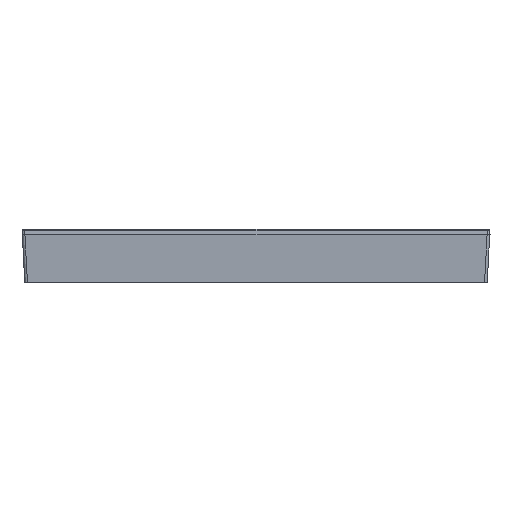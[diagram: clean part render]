
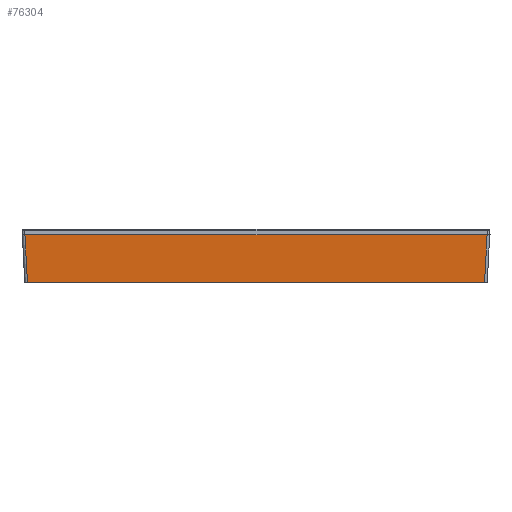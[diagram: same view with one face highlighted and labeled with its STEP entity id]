
A CAD part, left-side view. The second image highlights one B-rep face of the part: STEP entity #76304.
In plain terms, the highlighted face is planar.
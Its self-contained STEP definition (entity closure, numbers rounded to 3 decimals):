
#250=CARTESIAN_POINT('',(-43.478,0.,42.979));
#298=CARTESIAN_POINT('',(-43.478,0.,-42.979));
#331=DIRECTION('',(0.052,-0.997,-0.052));
#332=VECTOR('',#331,9.025);
#333=CARTESIAN_POINT('',(-43.95,9.,43.451));
#334=LINE('93851',#333,#332);
#338=DIRECTION('',(0.,0.,1.));
#339=VECTOR('',#338,85.958);
#340=CARTESIAN_POINT('',(-43.478,0.,-42.979));
#341=LINE('93864',#340,#339);
#345=DIRECTION('',(0.052,-0.997,0.052));
#346=VECTOR('',#345,9.025);
#347=CARTESIAN_POINT('',(-43.95,9.,-43.451));
#348=LINE('93859',#347,#346);
#435=DIRECTION('',(0.,0.,1.));
#436=VECTOR('',#435,86.901);
#437=CARTESIAN_POINT('',(-43.95,9.,-43.451));
#438=LINE('93868',#437,#436);
#69091=VERTEX_POINT('',#250);
#69095=CARTESIAN_POINT('',(-43.95,9.,43.451));
#69096=VERTEX_POINT('',#69095);
#69110=VERTEX_POINT('',#298);
#69111=CARTESIAN_POINT('',(-43.95,9.,-43.451));
#69112=VERTEX_POINT('',#69111);
#76291=CARTESIAN_POINT('',(-43.95,9.,-43.95));
#76292=DIRECTION('',(0.999,0.052,0.));
#76293=DIRECTION('',(0.,0.,1.));
#76294=AXIS2_PLACEMENT_3D('',#76291,#76292,#76293);
#76295=PLANE('93796',#76294);
#76296=ORIENTED_EDGE('93851',*,*,#76282,.T.);
#76297=ORIENTED_EDGE('93864',*,*,#76253,.F.);
#76299=ORIENTED_EDGE('93859',*,*,#76298,.F.);
#76301=ORIENTED_EDGE('93868',*,*,#76300,.T.);
#76302=EDGE_LOOP('93796',(#76296,#76297,#76299,#76301));
#76303=FACE_OUTER_BOUND('93796',#76302,.F.);
#76304=ADVANCED_FACE('93796',(#76303),#76295,.F.);
#76253=EDGE_CURVE('93864',#69110,#69091,#341,.T.);
#76282=EDGE_CURVE('93851',#69096,#69091,#334,.T.);
#76298=EDGE_CURVE('93859',#69112,#69110,#348,.T.);
#76300=EDGE_CURVE('93868',#69112,#69096,#438,.T.);
